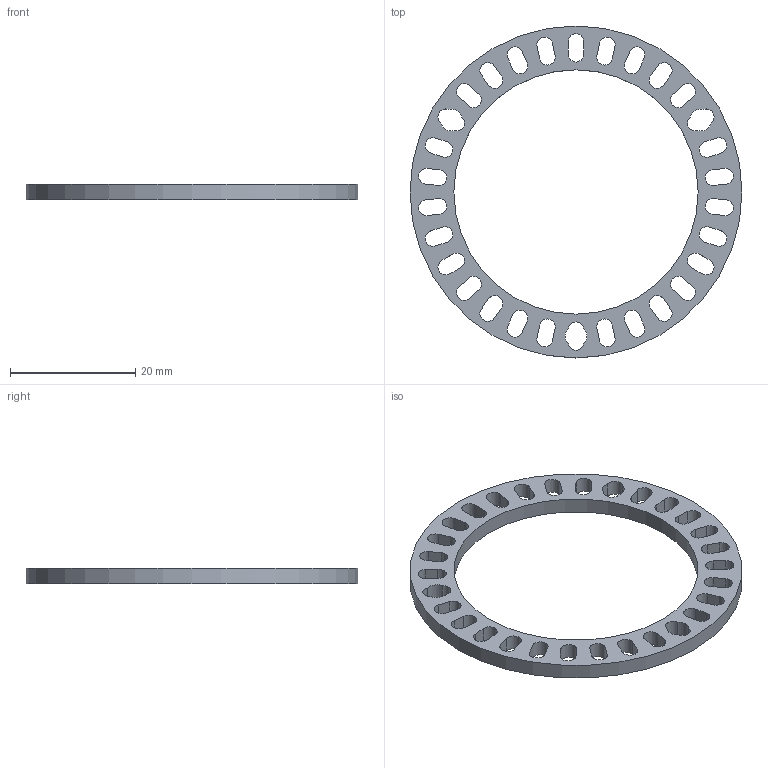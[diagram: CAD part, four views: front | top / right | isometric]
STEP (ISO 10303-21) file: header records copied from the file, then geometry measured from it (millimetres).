
FILE_DESCRIPTION(/* description */ (''),/* implementation_level */ '2;1');
FILE_NAME(/* name */ 'Plate Bracket v1.step',/* time_stamp */ '2022-09-22T16:39:41+02:00',/* author */ (''),/* organization */ (''),/* preprocessor_version */ 'ST-DEVELOPER v19',/* originating_system */ 'Autodesk Translation Framework v11.7.0.108',/* authorisation */ '');
FILE_SCHEMA (('AUTOMOTIVE_DESIGN { 1 0 10303 214 3 1 1 }'));
Length unit declared in the file: millimetre
Products named in the file (1): Plate Bracket
Bounding box: 53 x 53 x 2.5 mm (x, y, z)
Volume: 1773.1 mm3; surface area: 3034.3 mm2
Topology: 1 solids, 1 shells, 124 faces, 366 edges, 244 vertices
Faces by surface type: cylinder 68, plane 56
Full cylindrical faces by diameter (mm): 39 x1, 53 x1
Entity records: 4343 total; most frequent: DIRECTION 752, CARTESIAN_POINT 735, ORIENTED_EDGE 732, EDGE_CURVE 366, AXIS2_PLACEMENT_3D 261, VERTEX_POINT 244, LINE 230, VECTOR 230
